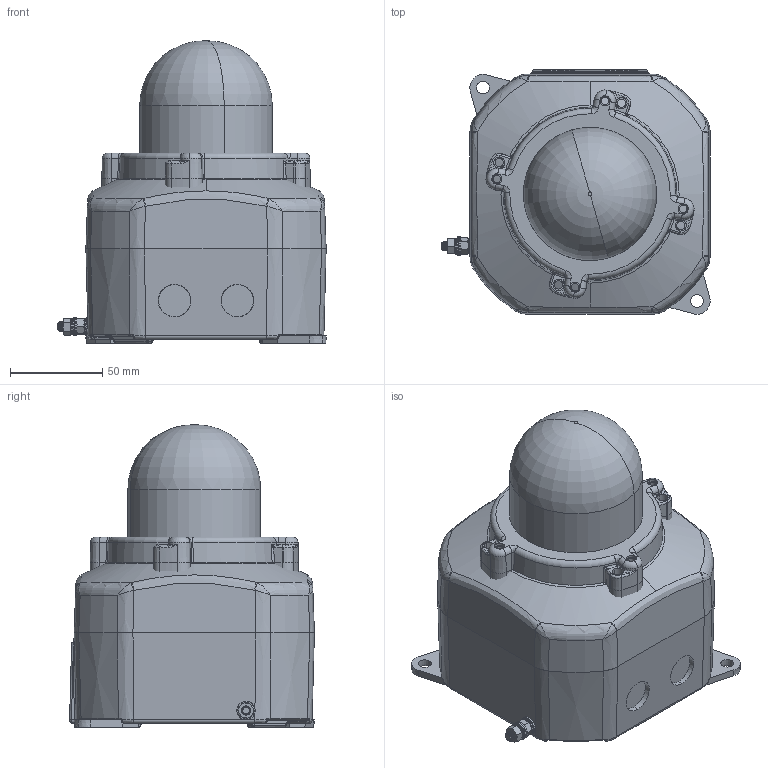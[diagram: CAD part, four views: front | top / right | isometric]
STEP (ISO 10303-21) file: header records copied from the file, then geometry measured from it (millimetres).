
FILE_DESCRIPTION (( 'STEP AP214' ), '1' );
FILE_NAME ('D211-05-251-3D_Issue_A.STEP', '2019-11-28T16:34:31', ( 'User' ), ( '' ), 'SwSTEP 2.0', 'SolidWorks 2020', '' );
FILE_SCHEMA (( 'AUTOMOTIVE_DESIGN' ));
Length unit declared in the file: millimetre
Products named in the file (1): D211-05-251-3D_Issue_A
Bounding box: 145.17 x 132.45 x 163.6 mm (x, y, z)
Volume: 1597240.1 mm3; surface area: 144209.8 mm2
Topology: 14 solids, 14 shells, 834 faces, 2000 edges, 1180 vertices
Faces by surface type: cylinder 287, bspline 210, plane 159, cone 93, torus 71, sphere 14
Entity records: 45890 total; most frequent: CARTESIAN_POINT 19356, ORIENTED_EDGE 3942, DIRECTION 3254, EDGE_CURVE 1971, AXIS2_PLACEMENT_3D 1342, VERTEX_POINT 1180, EDGE_LOOP 881, UNCERTAINTY_MEASURE_WITH_UNIT 850
